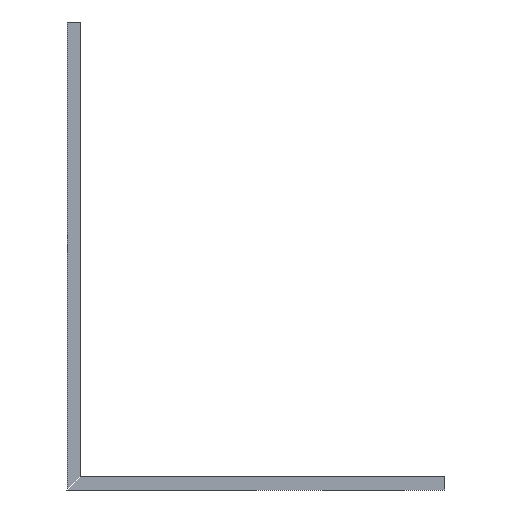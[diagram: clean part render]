
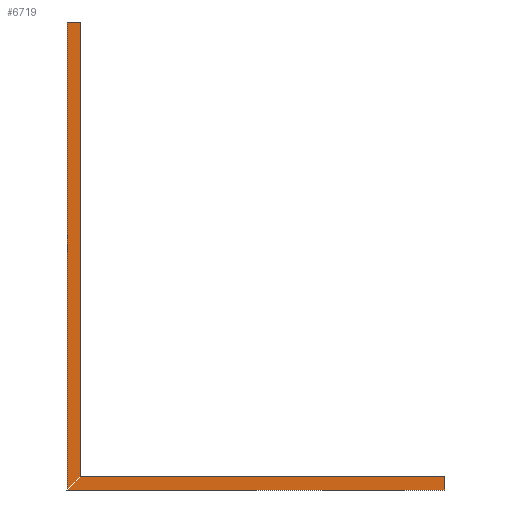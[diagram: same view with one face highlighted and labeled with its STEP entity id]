
A CAD part, front view. The second image highlights one B-rep face of the part: STEP entity #6719.
In plain terms, the highlighted planar face has unit normal (0, -1, 0).
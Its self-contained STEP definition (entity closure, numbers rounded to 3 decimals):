
#94 = ORIENTED_EDGE ( 'NONE', *, *, #7455, .T. ) ;
#611 = CARTESIAN_POINT ( 'NONE',  ( 0., -895., 0. ) ) ;
#857 = DIRECTION ( 'NONE',  ( 1., 0., 0. ) ) ;
#1223 = EDGE_CURVE ( 'NONE', #8637, #3754, #4754, .T. ) ;
#1280 = VERTEX_POINT ( 'NONE', #6189 ) ;
#1871 = VERTEX_POINT ( 'NONE', #2427 ) ;
#1920 = CARTESIAN_POINT ( 'NONE',  ( 0., -895., 0. ) ) ;
#1996 = VERTEX_POINT ( 'NONE', #5789 ) ;
#2068 = CARTESIAN_POINT ( 'NONE',  ( 42., -895., 0. ) ) ;
#2086 = CARTESIAN_POINT ( 'NONE',  ( 0., -895., 0. ) ) ;
#2241 = DIRECTION ( 'NONE',  ( 0., 0., -1. ) ) ;
#2427 = CARTESIAN_POINT ( 'NONE',  ( 1.5, -895., 52. ) ) ;
#2560 = DIRECTION ( 'NONE',  ( -1., 0., 0. ) ) ;
#2746 = LINE ( 'NONE', #8820, #4285 ) ;
#2898 = LINE ( 'NONE', #8918, #6552 ) ;
#2916 = VECTOR ( 'NONE', #4344, 1000. ) ;
#2975 = ORIENTED_EDGE ( 'NONE', *, *, #1223, .T. ) ;
#3151 = FACE_OUTER_BOUND ( 'NONE', #8668, .T. ) ;
#3622 = PLANE ( 'NONE',  #8581 ) ;
#3754 = VERTEX_POINT ( 'NONE', #2068 ) ;
#3829 = VERTEX_POINT ( 'NONE', #5089 ) ;
#3934 = EDGE_CURVE ( 'NONE', #1280, #8637, #2746, .T. ) ;
#4224 = EDGE_CURVE ( 'NONE', #1871, #1280, #9504, .T. ) ;
#4285 = VECTOR ( 'NONE', #2241, 1000. ) ;
#4344 = DIRECTION ( 'NONE',  ( 1., 0., 0. ) ) ;
#4385 = LINE ( 'NONE', #8672, #7988 ) ;
#4391 = DIRECTION ( 'NONE',  ( -1., 0., 0. ) ) ;
#4539 = EDGE_CURVE ( 'NONE', #1871, #3829, #4385, .T. ) ;
#4754 = LINE ( 'NONE', #611, #6441 ) ;
#5089 = CARTESIAN_POINT ( 'NONE',  ( 1.5, -895., 1.5 ) ) ;
#5632 = ORIENTED_EDGE ( 'NONE', *, *, #3934, .T. ) ;
#5789 = CARTESIAN_POINT ( 'NONE',  ( 42., -895., 1.5 ) ) ;
#6005 = DIRECTION ( 'NONE',  ( 0., 0., 1. ) ) ;
#6189 = CARTESIAN_POINT ( 'NONE',  ( 0., -895., 52. ) ) ;
#6222 = CARTESIAN_POINT ( 'NONE',  ( 1.5, -895., 52. ) ) ;
#6441 = VECTOR ( 'NONE', #857, 1000. ) ;
#6552 = VECTOR ( 'NONE', #6005, 1000. ) ;
#6696 = EDGE_CURVE ( 'NONE', #3829, #1996, #8730, .T. ) ;
#6719 = ADVANCED_FACE ( 'NONE', ( #3151 ), #3622, .T. ) ;
#7212 = CARTESIAN_POINT ( 'NONE',  ( 0., -895., 1.5 ) ) ;
#7455 = EDGE_CURVE ( 'NONE', #3754, #1996, #2898, .T. ) ;
#7533 = VECTOR ( 'NONE', #2560, 1000. ) ;
#7809 = ORIENTED_EDGE ( 'NONE', *, *, #6696, .F. ) ;
#7988 = VECTOR ( 'NONE', #9424, 1000. ) ;
#7991 = ORIENTED_EDGE ( 'NONE', *, *, #4224, .T. ) ;
#8448 = ORIENTED_EDGE ( 'NONE', *, *, #4539, .F. ) ;
#8581 = AXIS2_PLACEMENT_3D ( 'NONE', #2086, #8711, #4391 ) ;
#8637 = VERTEX_POINT ( 'NONE', #1920 ) ;
#8668 = EDGE_LOOP ( 'NONE', ( #7809, #8448, #7991, #5632, #2975, #94 ) ) ;
#8672 = CARTESIAN_POINT ( 'NONE',  ( 1.5, -895., 52. ) ) ;
#8711 = DIRECTION ( 'NONE',  ( 0., -1., 0. ) ) ;
#8730 = LINE ( 'NONE', #7212, #2916 ) ;
#8820 = CARTESIAN_POINT ( 'NONE',  ( 0., -895., 52. ) ) ;
#8918 = CARTESIAN_POINT ( 'NONE',  ( 42., -895., 0. ) ) ;
#9424 = DIRECTION ( 'NONE',  ( 0., 0., -1. ) ) ;
#9504 = LINE ( 'NONE', #6222, #7533 ) ;
